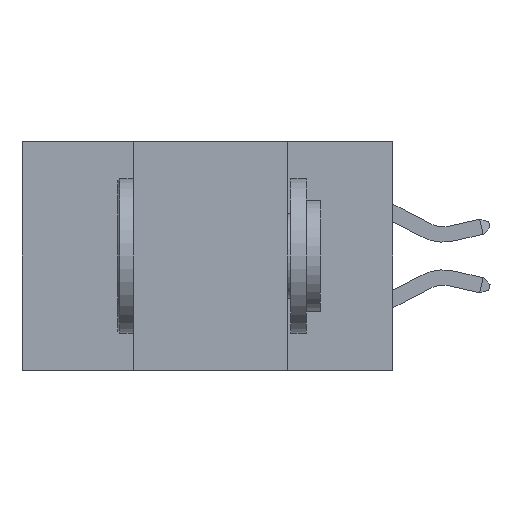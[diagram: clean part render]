
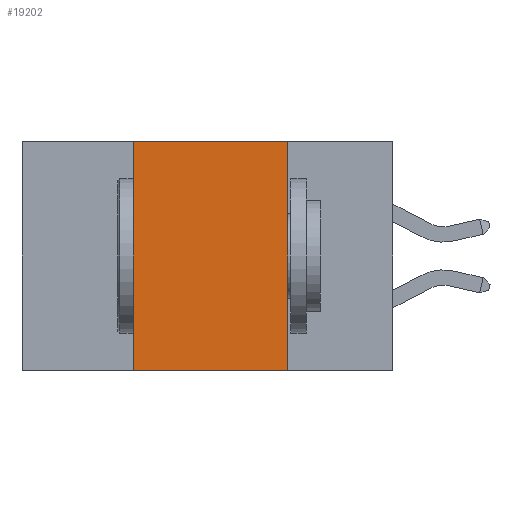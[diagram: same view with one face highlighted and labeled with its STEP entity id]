
A CAD part, left-side view. The second image highlights one B-rep face of the part: STEP entity #19202.
In plain terms, the highlighted planar face has unit normal (-1, 0, 0).
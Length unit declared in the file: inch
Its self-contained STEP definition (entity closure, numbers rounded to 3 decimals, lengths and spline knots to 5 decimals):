
#1441 = DIRECTION ( 'NONE',  ( 1., 0., 0. ) ) ;
#2070 = LINE ( 'NONE', #29313, #11996 ) ;
#3379 = EDGE_CURVE ( 'NONE', #32097, #17546, #2070, .T. ) ;
#3652 = ORIENTED_EDGE ( 'NONE', *, *, #3379, .F. ) ;
#4089 = DIRECTION ( 'NONE',  ( 0., -1., 0. ) ) ;
#4221 = FACE_OUTER_BOUND ( 'NONE', #12722, .T. ) ;
#4670 = LINE ( 'NONE', #9292, #24914 ) ;
#5835 = ORIENTED_EDGE ( 'NONE', *, *, #7466, .T. ) ;
#6708 = DIRECTION ( 'NONE',  ( 0., 0., 1. ) ) ;
#7338 = LINE ( 'NONE', #15996, #28193 ) ;
#7466 = EDGE_CURVE ( 'NONE', #32097, #15951, #32119, .T. ) ;
#7721 = CARTESIAN_POINT ( 'NONE',  ( 0., 0.42, -0.37 ) ) ;
#8234 = CARTESIAN_POINT ( 'NONE',  ( 0., 0.6, -0.37 ) ) ;
#8235 = VERTEX_POINT ( 'NONE', #29265 ) ;
#9292 = CARTESIAN_POINT ( 'NONE',  ( 0., 0.6, 0. ) ) ;
#9637 = VECTOR ( 'NONE', #24681, 39.37008 ) ;
#11400 = DIRECTION ( 'NONE',  ( 0., 0., -1. ) ) ;
#11644 = CARTESIAN_POINT ( 'NONE',  ( 0., 0.6, 0. ) ) ;
#11996 = VECTOR ( 'NONE', #6708, 39.37008 ) ;
#12722 = EDGE_LOOP ( 'NONE', ( #25652, #27341, #3652, #5835 ) ) ;
#14974 = CARTESIAN_POINT ( 'NONE',  ( 0., 0.17, -0.37 ) ) ;
#15079 = EDGE_CURVE ( 'NONE', #17546, #8235, #4670, .T. ) ;
#15951 = VERTEX_POINT ( 'NONE', #14974 ) ;
#15996 = CARTESIAN_POINT ( 'NONE',  ( 0., 0.17, 0. ) ) ;
#17460 = EDGE_CURVE ( 'NONE', #8235, #15951, #7338, .T. ) ;
#17546 = VERTEX_POINT ( 'NONE', #32507 ) ;
#19202 = ADVANCED_FACE ( 'NONE', ( #4221 ), #26784, .F. ) ;
#20579 = DIRECTION ( 'NONE',  ( 0., 0., -1. ) ) ;
#20631 = AXIS2_PLACEMENT_3D ( 'NONE', #11644, #1441, #11400 ) ;
#24681 = DIRECTION ( 'NONE',  ( 0., -1., 0. ) ) ;
#24914 = VECTOR ( 'NONE', #4089, 39.37008 ) ;
#25652 = ORIENTED_EDGE ( 'NONE', *, *, #17460, .F. ) ;
#26784 = PLANE ( 'NONE',  #20631 ) ;
#27341 = ORIENTED_EDGE ( 'NONE', *, *, #15079, .F. ) ;
#28193 = VECTOR ( 'NONE', #20579, 39.37008 ) ;
#29265 = CARTESIAN_POINT ( 'NONE',  ( 0., 0.17, 0. ) ) ;
#29313 = CARTESIAN_POINT ( 'NONE',  ( 0., 0.42, 0. ) ) ;
#32097 = VERTEX_POINT ( 'NONE', #7721 ) ;
#32119 = LINE ( 'NONE', #8234, #9637 ) ;
#32507 = CARTESIAN_POINT ( 'NONE',  ( 0., 0.42, 0. ) ) ;
